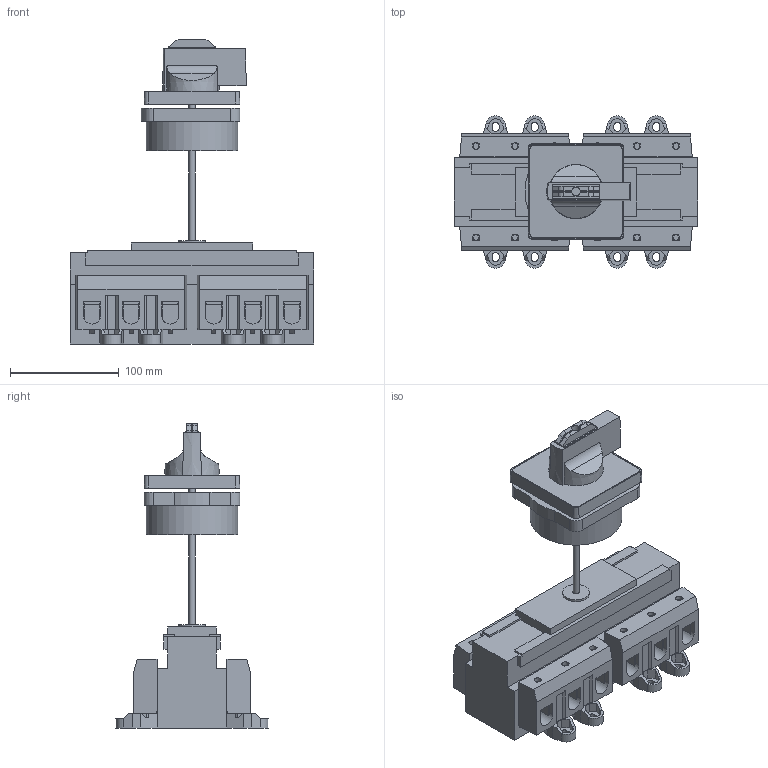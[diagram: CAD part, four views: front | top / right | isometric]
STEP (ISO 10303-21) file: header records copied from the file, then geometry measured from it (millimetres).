
FILE_DESCRIPTION(/* description */ ('STEP AP214'),/* implementation_level */ '2;1');
FILE_NAME(/* name */ 'eaton-t6-6-v-svb-hi11-3d-model',/* time_stamp */ '2024-12-12T13:41:18+01:00',/* author */ ('License CC BY-ND 4.0'),/* organization */ ('CADENAS'),/* preprocessor_version */ 'ST-DEVELOPER v19.3',/* originating_system */ 'PARTsolutions',/* authorisation */ ' ');
FILE_SCHEMA (('AUTOMOTIVE_DESIGN {1 0 10303 214 3 1 1}'));
Length unit declared in the file: millimetre
Products named in the file (1): 200127
Bounding box: 224 x 139.93 x 280.2 mm (x, y, z)
Volume: 1958721.5 mm3; surface area: 212406.5 mm2
Topology: 1 solids, 1 shells, 824 faces, 2248 edges, 1493 vertices
Faces by surface type: plane 670, cylinder 146, cone 8
Full cylindrical faces by diameter (mm): 5.6 x2, 12 x8, 24.6 x1, 84.218 x1
Entity records: 25810 total; most frequent: CARTESIAN_POINT 4587, ORIENTED_EDGE 4468, DIRECTION 4224, EDGE_CURVE 2234, LINE 1874, VECTOR 1874, VERTEX_POINT 1492, AXIS2_PLACEMENT_3D 1175
